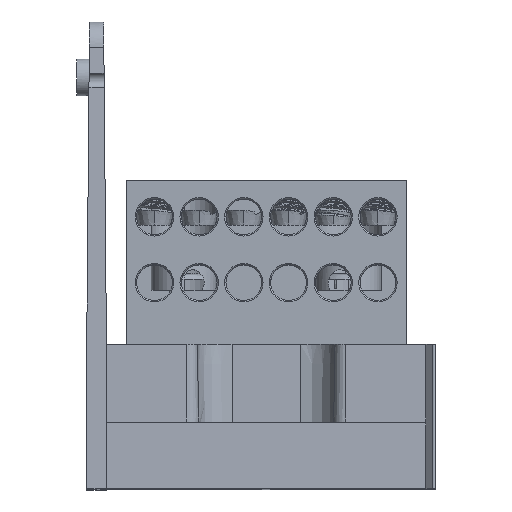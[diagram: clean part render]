
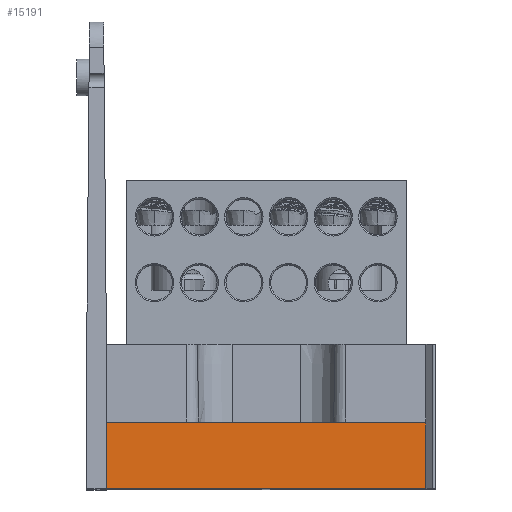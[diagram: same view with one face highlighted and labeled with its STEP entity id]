
A CAD part, top view. The second image highlights one B-rep face of the part: STEP entity #15191.
In plain terms, the highlighted planar face has unit normal (0, -0.035, -0.999).
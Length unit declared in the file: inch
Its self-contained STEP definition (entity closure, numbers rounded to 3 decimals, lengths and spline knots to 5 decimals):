
#1520 = CARTESIAN_POINT ( 'NONE',  ( -1.215, 0.5, 2.73254 ) ) ;
#1988 = CARTESIAN_POINT ( 'NONE',  ( -1.215, 0., 2.75 ) ) ;
#2687 = LINE ( 'NONE', #5949, #22322 ) ;
#2810 = VECTOR ( 'NONE', #24003, 39.37008 ) ;
#3481 = PLANE ( 'NONE',  #28881 ) ;
#3599 = DIRECTION ( 'NONE',  ( 0., 0.035, 0.999 ) ) ;
#3782 = DIRECTION ( 'NONE',  ( -1., 0., 0. ) ) ;
#5030 = ORIENTED_EDGE ( 'NONE', *, *, #25082, .F. ) ;
#5949 = CARTESIAN_POINT ( 'NONE',  ( 1.215, 0., 2.75 ) ) ;
#6182 = LINE ( 'NONE', #6354, #12161 ) ;
#6354 = CARTESIAN_POINT ( 'NONE',  ( -1.215, 0.5, 2.73254 ) ) ;
#9650 = DIRECTION ( 'NONE',  ( -1., 0., 0. ) ) ;
#10992 = FACE_OUTER_BOUND ( 'NONE', #12102, .T. ) ;
#12102 = EDGE_LOOP ( 'NONE', ( #16771, #22192, #5030, #13237 ) ) ;
#12161 = VECTOR ( 'NONE', #3782, 39.37008 ) ;
#13237 = ORIENTED_EDGE ( 'NONE', *, *, #24459, .T. ) ;
#13623 = CARTESIAN_POINT ( 'NONE',  ( -1.215, 0., 2.75 ) ) ;
#15178 = VECTOR ( 'NONE', #9650, 39.37008 ) ;
#15191 = ADVANCED_FACE ( 'NONE', ( #10992 ), #3481, .F. ) ;
#15441 = CARTESIAN_POINT ( 'NONE',  ( 1.215, 0., 2.75 ) ) ;
#15583 = EDGE_CURVE ( 'NONE', #32974, #24828, #6182, .T. ) ;
#16357 = VERTEX_POINT ( 'NONE', #13623 ) ;
#16771 = ORIENTED_EDGE ( 'NONE', *, *, #23814, .F. ) ;
#17215 = LINE ( 'NONE', #29066, #2810 ) ;
#17555 = CARTESIAN_POINT ( 'NONE',  ( 1.215, 0.5, 2.73254 ) ) ;
#18805 = LINE ( 'NONE', #1988, #15178 ) ;
#18953 = CARTESIAN_POINT ( 'NONE',  ( -1.215, 0., 2.75 ) ) ;
#21552 = DIRECTION ( 'NONE',  ( 0., -0.999, 0.035 ) ) ;
#22192 = ORIENTED_EDGE ( 'NONE', *, *, #15583, .F. ) ;
#22322 = VECTOR ( 'NONE', #26276, 39.37008 ) ;
#23814 = EDGE_CURVE ( 'NONE', #24828, #16357, #17215, .T. ) ;
#24003 = DIRECTION ( 'NONE',  ( 0., -0.999, 0.035 ) ) ;
#24459 = EDGE_CURVE ( 'NONE', #29473, #16357, #18805, .T. ) ;
#24828 = VERTEX_POINT ( 'NONE', #1520 ) ;
#25082 = EDGE_CURVE ( 'NONE', #29473, #32974, #2687, .T. ) ;
#26276 = DIRECTION ( 'NONE',  ( 0., 0.999, -0.035 ) ) ;
#28881 = AXIS2_PLACEMENT_3D ( 'NONE', #18953, #3599, #21552 ) ;
#29066 = CARTESIAN_POINT ( 'NONE',  ( -1.215, 0.5, 2.73254 ) ) ;
#29473 = VERTEX_POINT ( 'NONE', #15441 ) ;
#32974 = VERTEX_POINT ( 'NONE', #17555 ) ;
